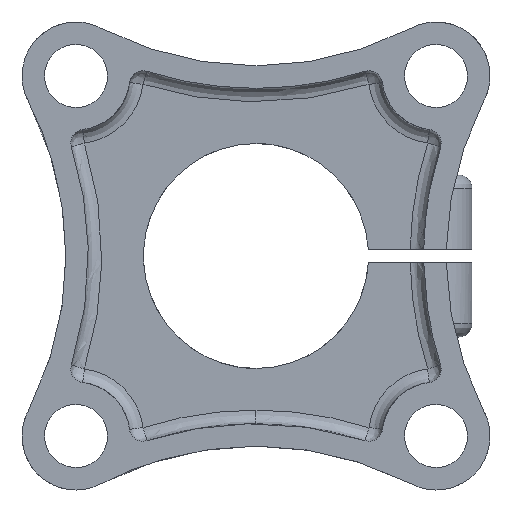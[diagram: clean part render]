
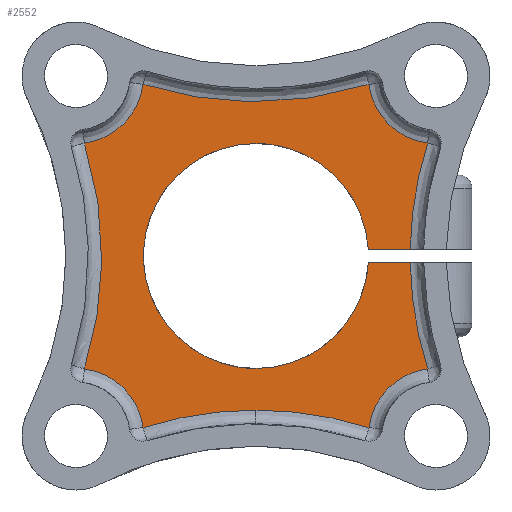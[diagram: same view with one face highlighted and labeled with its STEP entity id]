
A CAD part, front view. The second image highlights one B-rep face of the part: STEP entity #2552.
In plain terms, the highlighted free-form (B-spline) face has degree [1, 1] with [2, 2] control points.
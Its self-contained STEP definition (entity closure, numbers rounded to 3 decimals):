
#208 = VERTEX_POINT('',#209);
#209 = CARTESIAN_POINT('',(34.469,20.587,
    -52.36));
#224 = VERTEX_POINT('',#225);
#225 = CARTESIAN_POINT('',(0.,20.587,
    -47.02));
#231 = EDGE_CURVE('',#224,#208,#232,.T.);
#232 = ( BOUNDED_CURVE() B_SPLINE_CURVE(2,(#233,#234,#235),
.UNSPECIFIED.,.F.,.F.) B_SPLINE_CURVE_WITH_KNOTS((3,3),(0.,
0.307),.PIECEWISE_BEZIER_KNOTS.) CURVE() 
GEOMETRIC_REPRESENTATION_ITEM() RATIONAL_B_SPLINE_CURVE((1.,
0.988,1.)) REPRESENTATION_ITEM('') );
#233 = CARTESIAN_POINT('',(0.,20.587,
    -47.02));
#234 = CARTESIAN_POINT('',(17.648,20.587,
    -47.02));
#235 = CARTESIAN_POINT('',(34.469,20.587,
    -52.36));
#622 = VERTEX_POINT('',#623);
#623 = CARTESIAN_POINT('',(0.,20.587,-34.312));
#628 = EDGE_CURVE('',#629,#622,#631,.T.);
#629 = VERTEX_POINT('',#630);
#630 = CARTESIAN_POINT('',(0.,20.587,
    34.312));
#631 = ( BOUNDED_CURVE() B_SPLINE_CURVE(2,(#632,#633,#634,#635,#636),
.UNSPECIFIED.,.F.,.F.) B_SPLINE_CURVE_WITH_KNOTS((3,2,3),(0.,
1.571,3.142),.PIECEWISE_BEZIER_KNOTS.) CURVE() 
GEOMETRIC_REPRESENTATION_ITEM() RATIONAL_B_SPLINE_CURVE((1.,
0.707,1.,0.707,1.)) REPRESENTATION_ITEM('') );
#632 = CARTESIAN_POINT('',(0.,20.587,34.312));
#633 = CARTESIAN_POINT('',(-34.312,20.587,
    34.312));
#634 = CARTESIAN_POINT('',(-34.312,20.587,
    0.));
#635 = CARTESIAN_POINT('',(-34.312,20.587,-34.312
    ));
#636 = CARTESIAN_POINT('',(0.,20.587,
    -34.312));
#670 = VERTEX_POINT('',#671);
#671 = CARTESIAN_POINT('',(34.25,20.587,
    -2.059));
#676 = EDGE_CURVE('',#622,#670,#677,.T.);
#677 = ( BOUNDED_CURVE() B_SPLINE_CURVE(2,(#678,#679,#680),
.UNSPECIFIED.,.F.,.F.) B_SPLINE_CURVE_WITH_KNOTS((3,3),(3.142,
4.652),.PIECEWISE_BEZIER_KNOTS.) CURVE() 
GEOMETRIC_REPRESENTATION_ITEM() RATIONAL_B_SPLINE_CURVE((1.,
0.728,1.)) REPRESENTATION_ITEM('') );
#678 = CARTESIAN_POINT('',(0.,20.587,
    -34.312));
#679 = CARTESIAN_POINT('',(32.311,20.587,
    -34.312));
#680 = CARTESIAN_POINT('',(34.25,20.587,
    -2.059));
#1536 = VERTEX_POINT('',#1537);
#1537 = CARTESIAN_POINT('',(52.36,20.587,
    -34.469));
#1543 = EDGE_CURVE('',#1536,#1544,#1546,.T.);
#1544 = VERTEX_POINT('',#1545);
#1545 = CARTESIAN_POINT('',(47.039,20.587,
    -2.059));
#1546 = ( BOUNDED_CURVE() B_SPLINE_CURVE(2,(#1547,#1548,#1549),
.UNSPECIFIED.,.F.,.F.) B_SPLINE_CURVE_WITH_KNOTS((3,3),(4.405,
4.694),.PIECEWISE_BEZIER_KNOTS.) CURVE() 
GEOMETRIC_REPRESENTATION_ITEM() RATIONAL_B_SPLINE_CURVE((1.,
0.99,1.)) REPRESENTATION_ITEM('') );
#1547 = CARTESIAN_POINT('',(52.36,20.587,
    -34.469));
#1548 = CARTESIAN_POINT('',(47.338,20.587,
    -18.651));
#1549 = CARTESIAN_POINT('',(47.039,20.587,
    -2.059));
#2552 = ADVANCED_FACE('',(#2553),#2639,.F.);
#2553 = FACE_BOUND('',#2554,.T.);
#2554 = EDGE_LOOP('',(#2555,#2556,#2561,#2562,#2563,#2571,#2578,#2586,
    #2594,#2602,#2610,#2618,#2626,#2632,#2633));
#2555 = ORIENTED_EDGE('',*,*,#1543,.T.);
#2556 = ORIENTED_EDGE('',*,*,#2557,.T.);
#2557 = EDGE_CURVE('',#1544,#670,#2558,.T.);
#2558 = B_SPLINE_CURVE_WITH_KNOTS('',1,(#2559,#2560),.UNSPECIFIED.,.F.,
  .F.,(2,2),(-34.273,-24.955),.PIECEWISE_BEZIER_KNOTS.);
#2559 = CARTESIAN_POINT('',(47.039,20.587,
    -2.059));
#2560 = CARTESIAN_POINT('',(34.25,20.587,
    -2.059));
#2561 = ORIENTED_EDGE('',*,*,#676,.F.);
#2562 = ORIENTED_EDGE('',*,*,#628,.F.);
#2563 = ORIENTED_EDGE('',*,*,#2564,.F.);
#2564 = EDGE_CURVE('',#2565,#629,#2567,.T.);
#2565 = VERTEX_POINT('',#2566);
#2566 = CARTESIAN_POINT('',(34.25,20.587,
    2.059));
#2567 = ( BOUNDED_CURVE() B_SPLINE_CURVE(2,(#2568,#2569,#2570),
.UNSPECIFIED.,.F.,.F.) B_SPLINE_CURVE_WITH_KNOTS((3,3),(4.772,
6.283),.PIECEWISE_BEZIER_KNOTS.) CURVE() 
GEOMETRIC_REPRESENTATION_ITEM() RATIONAL_B_SPLINE_CURVE((1.,
0.728,1.)) REPRESENTATION_ITEM('') );
#2568 = CARTESIAN_POINT('',(34.25,20.587,
    2.059));
#2569 = CARTESIAN_POINT('',(32.311,20.587,
    34.312));
#2570 = CARTESIAN_POINT('',(0.,20.587,
    34.312));
#2571 = ORIENTED_EDGE('',*,*,#2572,.T.);
#2572 = EDGE_CURVE('',#2565,#2573,#2575,.T.);
#2573 = VERTEX_POINT('',#2574);
#2574 = CARTESIAN_POINT('',(47.039,20.587,
    2.059));
#2575 = B_SPLINE_CURVE_WITH_KNOTS('',1,(#2576,#2577),.UNSPECIFIED.,.F.,
  .F.,(2,2),(24.955,34.273),.PIECEWISE_BEZIER_KNOTS.);
#2576 = CARTESIAN_POINT('',(34.25,20.587,
    2.059));
#2577 = CARTESIAN_POINT('',(47.039,20.587,
    2.059));
#2578 = ORIENTED_EDGE('',*,*,#2579,.T.);
#2579 = EDGE_CURVE('',#2573,#2580,#2582,.T.);
#2580 = VERTEX_POINT('',#2581);
#2581 = CARTESIAN_POINT('',(52.36,20.587,
    34.469));
#2582 = ( BOUNDED_CURVE() B_SPLINE_CURVE(2,(#2583,#2584,#2585),
.UNSPECIFIED.,.F.,.F.) B_SPLINE_CURVE_WITH_KNOTS((3,3),(4.73,
5.02),.PIECEWISE_BEZIER_KNOTS.) CURVE() 
GEOMETRIC_REPRESENTATION_ITEM() RATIONAL_B_SPLINE_CURVE((1.,
0.99,1.)) REPRESENTATION_ITEM('') );
#2583 = CARTESIAN_POINT('',(47.039,20.587,
    2.059));
#2584 = CARTESIAN_POINT('',(47.338,20.587,
    18.651));
#2585 = CARTESIAN_POINT('',(52.36,20.587,
    34.469));
#2586 = ORIENTED_EDGE('',*,*,#2587,.T.);
#2587 = EDGE_CURVE('',#2580,#2588,#2590,.T.);
#2588 = VERTEX_POINT('',#2589);
#2589 = CARTESIAN_POINT('',(34.469,20.587,
    52.36));
#2590 = ( BOUNDED_CURVE() B_SPLINE_CURVE(2,(#2591,#2592,#2593),
.UNSPECIFIED.,.F.,.F.) B_SPLINE_CURVE_WITH_KNOTS((3,3),(3.265,
4.589),.PIECEWISE_BEZIER_KNOTS.) CURVE() 
GEOMETRIC_REPRESENTATION_ITEM() RATIONAL_B_SPLINE_CURVE((1.,
0.789,1.)) REPRESENTATION_ITEM('') );
#2591 = CARTESIAN_POINT('',(52.36,20.587,
    34.469));
#2592 = CARTESIAN_POINT('',(36.447,20.587,
    36.447));
#2593 = CARTESIAN_POINT('',(34.469,20.587,
    52.36));
#2594 = ORIENTED_EDGE('',*,*,#2595,.T.);
#2595 = EDGE_CURVE('',#2588,#2596,#2598,.T.);
#2596 = VERTEX_POINT('',#2597);
#2597 = CARTESIAN_POINT('',(-34.469,20.587,
    52.36));
#2598 = ( BOUNDED_CURVE() B_SPLINE_CURVE(2,(#2599,#2600,#2601),
.UNSPECIFIED.,.F.,.F.) B_SPLINE_CURVE_WITH_KNOTS((3,3),(2.834,
3.449),.PIECEWISE_BEZIER_KNOTS.) CURVE() 
GEOMETRIC_REPRESENTATION_ITEM() RATIONAL_B_SPLINE_CURVE((1.,
0.953,1.)) REPRESENTATION_ITEM('') );
#2599 = CARTESIAN_POINT('',(34.469,20.587,
    52.36));
#2600 = CARTESIAN_POINT('',(0.,20.587,
    41.417));
#2601 = CARTESIAN_POINT('',(-34.469,20.587,
    52.36));
#2602 = ORIENTED_EDGE('',*,*,#2603,.T.);
#2603 = EDGE_CURVE('',#2596,#2604,#2606,.T.);
#2604 = VERTEX_POINT('',#2605);
#2605 = CARTESIAN_POINT('',(-52.36,20.587,
    34.469));
#2606 = ( BOUNDED_CURVE() B_SPLINE_CURVE(2,(#2607,#2608,#2609),
.UNSPECIFIED.,.F.,.F.) B_SPLINE_CURVE_WITH_KNOTS((3,3),(1.694,
3.018),.PIECEWISE_BEZIER_KNOTS.) CURVE() 
GEOMETRIC_REPRESENTATION_ITEM() RATIONAL_B_SPLINE_CURVE((1.,
0.789,1.)) REPRESENTATION_ITEM('') );
#2607 = CARTESIAN_POINT('',(-34.469,20.587,
    52.36));
#2608 = CARTESIAN_POINT('',(-36.447,20.587,
    36.447));
#2609 = CARTESIAN_POINT('',(-52.36,20.587,
    34.469));
#2610 = ORIENTED_EDGE('',*,*,#2611,.T.);
#2611 = EDGE_CURVE('',#2604,#2612,#2614,.T.);
#2612 = VERTEX_POINT('',#2613);
#2613 = CARTESIAN_POINT('',(-52.36,20.587,
    -34.469));
#2614 = ( BOUNDED_CURVE() B_SPLINE_CURVE(2,(#2615,#2616,#2617),
.UNSPECIFIED.,.F.,.F.) B_SPLINE_CURVE_WITH_KNOTS((3,3),(1.263,
1.878),.PIECEWISE_BEZIER_KNOTS.) CURVE() 
GEOMETRIC_REPRESENTATION_ITEM() RATIONAL_B_SPLINE_CURVE((1.,
0.953,1.)) REPRESENTATION_ITEM('') );
#2615 = CARTESIAN_POINT('',(-52.36,20.587,
    34.469));
#2616 = CARTESIAN_POINT('',(-41.417,20.587,
    0.));
#2617 = CARTESIAN_POINT('',(-52.36,20.587,
    -34.469));
#2618 = ORIENTED_EDGE('',*,*,#2619,.T.);
#2619 = EDGE_CURVE('',#2612,#2620,#2622,.T.);
#2620 = VERTEX_POINT('',#2621);
#2621 = CARTESIAN_POINT('',(-34.469,20.587,
    -52.36));
#2622 = ( BOUNDED_CURVE() B_SPLINE_CURVE(2,(#2623,#2624,#2625),
.UNSPECIFIED.,.F.,.F.) B_SPLINE_CURVE_WITH_KNOTS((3,3),(0.124,
1.447),.PIECEWISE_BEZIER_KNOTS.) CURVE() 
GEOMETRIC_REPRESENTATION_ITEM() RATIONAL_B_SPLINE_CURVE((1.,
0.789,1.)) REPRESENTATION_ITEM('') );
#2623 = CARTESIAN_POINT('',(-52.36,20.587,
    -34.469));
#2624 = CARTESIAN_POINT('',(-36.447,20.587,
    -36.447));
#2625 = CARTESIAN_POINT('',(-34.469,20.587,
    -52.36));
#2626 = ORIENTED_EDGE('',*,*,#2627,.T.);
#2627 = EDGE_CURVE('',#2620,#224,#2628,.T.);
#2628 = ( BOUNDED_CURVE() B_SPLINE_CURVE(2,(#2629,#2630,#2631),
.UNSPECIFIED.,.F.,.F.) B_SPLINE_CURVE_WITH_KNOTS((3,3),(5.976,
6.283),.PIECEWISE_BEZIER_KNOTS.) CURVE() 
GEOMETRIC_REPRESENTATION_ITEM() RATIONAL_B_SPLINE_CURVE((1.,
0.988,1.)) REPRESENTATION_ITEM('') );
#2629 = CARTESIAN_POINT('',(-34.469,20.587,
    -52.36));
#2630 = CARTESIAN_POINT('',(-17.648,20.587,
    -47.02));
#2631 = CARTESIAN_POINT('',(0.,20.587,
    -47.02));
#2632 = ORIENTED_EDGE('',*,*,#231,.T.);
#2633 = ORIENTED_EDGE('',*,*,#2634,.T.);
#2634 = EDGE_CURVE('',#208,#1536,#2635,.T.);
#2635 = ( BOUNDED_CURVE() B_SPLINE_CURVE(2,(#2636,#2637,#2638),
.UNSPECIFIED.,.F.,.F.) B_SPLINE_CURVE_WITH_KNOTS((3,3),(4.836,
6.16),.PIECEWISE_BEZIER_KNOTS.) CURVE() 
GEOMETRIC_REPRESENTATION_ITEM() RATIONAL_B_SPLINE_CURVE((1.,
0.789,1.)) REPRESENTATION_ITEM('') );
#2636 = CARTESIAN_POINT('',(34.469,20.587,
    -52.36));
#2637 = CARTESIAN_POINT('',(36.447,20.587,
    -36.447));
#2638 = CARTESIAN_POINT('',(52.36,20.587,
    -34.469));
#2639 = B_SPLINE_SURFACE_WITH_KNOTS('',1,1,(
    (#2640,#2641)
    ,(#2642,#2643
    )),.UNSPECIFIED.,.F.,.F.,.F.,(2,2),(2,2),(-38.15,
    38.15),(-38.15,38.15),
  .PIECEWISE_BEZIER_KNOTS.);
#2640 = CARTESIAN_POINT('',(-52.36,20.587,
    -52.36));
#2641 = CARTESIAN_POINT('',(52.36,20.587,
    -52.36));
#2642 = CARTESIAN_POINT('',(-52.36,20.587,
    52.36));
#2643 = CARTESIAN_POINT('',(52.36,20.587,
    52.36));
